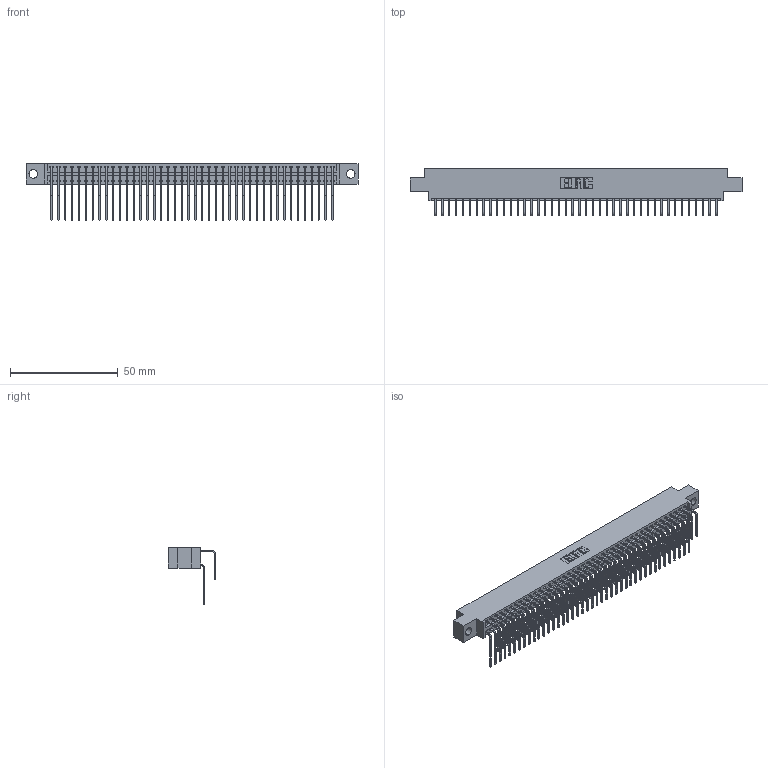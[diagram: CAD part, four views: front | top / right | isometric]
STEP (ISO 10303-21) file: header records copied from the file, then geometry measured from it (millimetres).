
FILE_DESCRIPTION (( 'STEP AP203' ), '1' );
FILE_NAME ('396-084-558-804.STEP', '2018-09-10T01:55:02', ( '' ), ( '' ), 'SwSTEP 2.0', 'SolidWorks 2016', '' );
FILE_SCHEMA (( 'CONFIG_CONTROL_DESIGN' ));
Length unit declared in the file: inch
Products named in the file (4): 346 Part_0.170 Offset - 0.156 Dia-TH; 345-292-001_558 559 Tail - 1; 345-292-001_558 Tail - 2; 396-084-558-804
Assembly tree (85 placements, depth 2):
  396-084-558-804
    346 Part_0.170 Offset - 0.156 Dia-TH
    345-292-001_558 559 Tail - 1  x42
    345-292-001_558 Tail - 2  x42
Bounding box: 153.92 x 22.16 x 26.16 mm (x, y, z)
Volume: 15251.6 mm3; surface area: 23282 mm2
Topology: 85 solids, 85 shells, 4662 faces, 13865 edges, 9130 vertices
Faces by surface type: plane 3188, cylinder 1474
Entity records: 29329 total; most frequent: CARTESIAN_POINT 4887, ORIENTED_EDGE 4770, DIRECTION 4329, EDGE_CURVE 2385, LINE 2045, VECTOR 2045, VERTEX_POINT 1586, AXIS2_PLACEMENT_3D 1142
